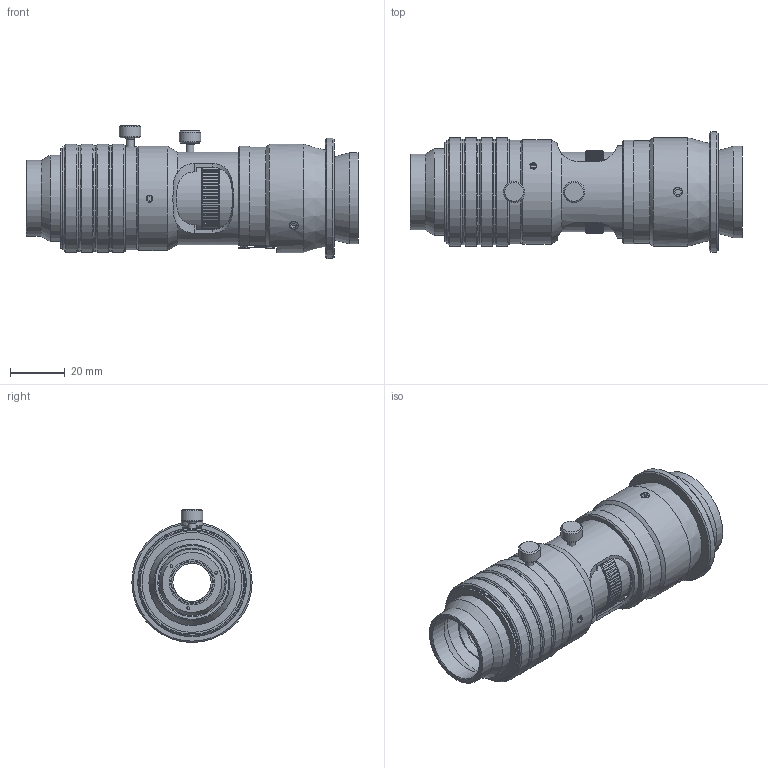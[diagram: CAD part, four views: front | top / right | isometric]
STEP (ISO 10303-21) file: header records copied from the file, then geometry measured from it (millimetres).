
FILE_DESCRIPTION((''),'2;1');
FILE_NAME('60135D_0.stp','2009-03-12T08:34:34',('PODLENA'),(''),'Autodesk Inventor 2009','Autodesk Inventor 2009','');
FILE_SCHEMA(('AUTOMOTIVE_DESIGN { 1 0 10303 214 1 1 1 1 }'));
Length unit declared in the file: inch
Products named in the file (24): Assembly2 (LevelofDetail1); 60135D.iam (~1); 60352-12mmFF.iam (~1); 61014-3; 6222; 61013-R; 60354; 7176; 60436; 7261; 60433; 7108; 7004; 60355; 7168; 60138; 60137; 6226; 5402; 7008; 6297; 6296; 60066; 60139
Assembly tree (29 placements, depth 5):
  Assembly2 (LevelofDetail1)
    60135D.iam (~1)
      60352-12mmFF.iam (~1)
        61014-3
        6222
        61013-R
        60354
        7176  x2
        60436
          7261
          60433
        7108  x3
        7004  x3
        60355
        7168
      60138
      60137
      6226
      5402
      7008
      6297
      6296
      60066
      60436
        7261
        60433
      60139
Bounding box: 121.31 x 43.94 x 48.62 mm (x, y, z)
Volume: 56286.2 mm3; surface area: 60707.5 mm2
Topology: 27 solids, 27 shells, 848 faces, 2239 edges, 1485 vertices
Faces by surface type: plane 420, cone 208, cylinder 183, bspline 30, sphere 7
Full cylindrical faces by diameter (mm): 1.524 x2, 1.575 x2, 1.702 x1, 2.159 x4, 2.184 x1, 2.54 x1, 2.845 x5, 3.175 x2, 3.556 x1, 3.785 x1, 4.166 x3, 4.75 x1, 5.537 x1, 7.874 x2, 13.97 x3, 15.011 x2, 15.5 x1, 15.824 x1, 16.205 x1, 16.51 x1, 16.662 x1, 16.688 x1, 17.84 x1, 18.5 x1, 20.625 x1, 23.5 x1, 24.2 x1, 24.257 x1, 24.536 x1, 25.024 x1
Entity records: 27718 total; most frequent: CARTESIAN_POINT 7695, DIRECTION 4005, ORIENTED_EDGE 3852, EDGE_CURVE 1926, AXIS2_PLACEMENT_3D 1372, VERTEX_POINT 1363, VECTOR 1261, LINE 1261
